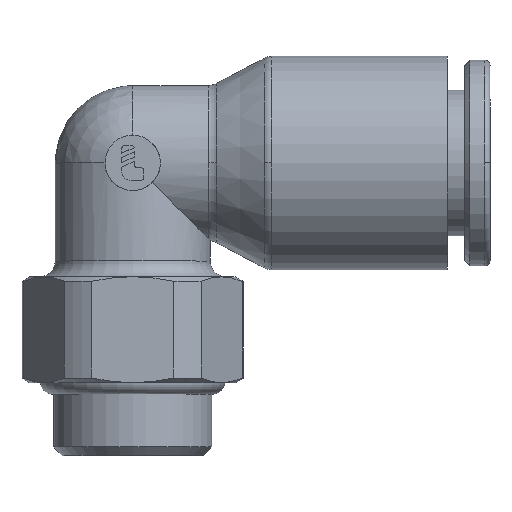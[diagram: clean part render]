
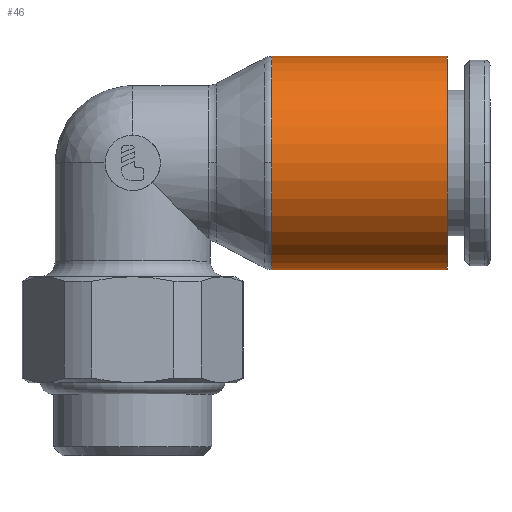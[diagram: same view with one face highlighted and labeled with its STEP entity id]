
A CAD part, top view. The second image highlights one B-rep face of the part: STEP entity #46.
In plain terms, the highlighted cylindrical face has radius 6.75 mm (diameter 13.5 mm), a partial arc.
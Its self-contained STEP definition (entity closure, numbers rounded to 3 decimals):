
#46=ADVANCED_FACE('',(#147),#148,.T.);
#147=FACE_OUTER_BOUND('',#358,.T.);
#148=CYLINDRICAL_SURFACE('',#359,6.75);
#358=EDGE_LOOP('',(#569,#570,#571,#572,#573));
#359=AXIS2_PLACEMENT_3D('',#574,#575,#576);
#569=ORIENTED_EDGE('',*,*,#1359,.F.);
#570=ORIENTED_EDGE('',*,*,#1360,.T.);
#571=ORIENTED_EDGE('',*,*,#1361,.T.);
#572=ORIENTED_EDGE('',*,*,#1362,.F.);
#573=ORIENTED_EDGE('',*,*,#1363,.F.);
#574=CARTESIAN_POINT('',(-5.55,0.0,0.0));
#575=DIRECTION('',(1.0,0.0,0.0));
#576=DIRECTION('',(0.0,1.0,0.0));
#1359=EDGE_CURVE('',#1604,#1605,#1606,.T.);
#1360=EDGE_CURVE('',#1604,#1607,#1608,.T.);
#1361=EDGE_CURVE('',#1607,#1609,#1610,.T.);
#1362=EDGE_CURVE('',#1611,#1609,#1612,.T.);
#1363=EDGE_CURVE('',#1605,#1611,#1613,.T.);
#1604=VERTEX_POINT('',#2005);
#1605=VERTEX_POINT('',#2006);
#1606=LINE('',#2007,#2008);
#1607=VERTEX_POINT('',#2009);
#1608=CIRCLE('',#2010,6.75);
#1609=VERTEX_POINT('',#2011);
#1610=CIRCLE('',#2012,6.75);
#1611=VERTEX_POINT('',#2013);
#1612=LINE('',#2014,#2015);
#1613=CIRCLE('',#2016,6.75);
#2005=CARTESIAN_POINT('',(-11.1,6.75,0.0));
#2006=CARTESIAN_POINT('',(0.,6.75,0.0));
#2007=CARTESIAN_POINT('',(-5.55,6.75,0.));
#2008=VECTOR('',#3012,1.0);
#2009=CARTESIAN_POINT('',(-11.1,0.,6.75));
#2010=AXIS2_PLACEMENT_3D('',#3013,#3014,#3015);
#2011=CARTESIAN_POINT('',(-11.1,-6.75,0.));
#2012=AXIS2_PLACEMENT_3D('',#3016,#3017,#3018);
#2013=CARTESIAN_POINT('',(0.0,-6.75,0.));
#2014=CARTESIAN_POINT('',(-5.55,-6.75,0.));
#2015=VECTOR('',#3019,1.0);
#2016=AXIS2_PLACEMENT_3D('',#3020,#3021,#3022);
#3012=DIRECTION('',(1.0,0.0,0.0));
#3013=CARTESIAN_POINT('',(-11.1,0.0,0.0));
#3014=DIRECTION('',(1.0,0.0,0.0));
#3015=DIRECTION('',(0.0,1.0,0.0));
#3016=CARTESIAN_POINT('',(-11.1,0.0,0.0));
#3017=DIRECTION('',(1.0,0.0,0.0));
#3018=DIRECTION('',(0.0,1.0,0.0));
#3019=DIRECTION('',(-1.0,-0.0,-0.0));
#3020=CARTESIAN_POINT('',(0.,0.0,0.0));
#3021=DIRECTION('',(1.0,0.0,0.0));
#3022=DIRECTION('',(0.0,1.0,0.0));
